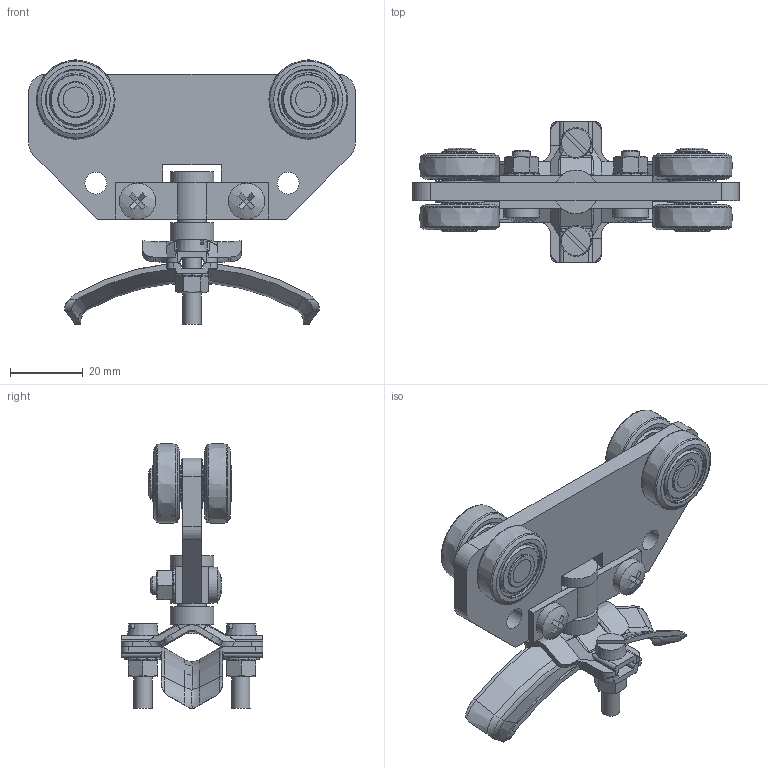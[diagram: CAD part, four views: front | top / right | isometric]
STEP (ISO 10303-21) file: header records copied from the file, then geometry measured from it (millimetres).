
FILE_DESCRIPTION(('STEP AP214'),'1');
FILE_NAME('PMH Kabelvagn 135.stp','2013-08-16T06:58:53',(' '),(' '),'Spatial InterOp 3D',' ',' ');
FILE_SCHEMA(('automotive_design'));
Length unit declared in the file: millimetre
Products named in the file (148): PMH Kabelskena kabelvagn 135; NAUO39; NAUO38; NAUO36; NAUO13; NAUO9; NAUO5; NAUO4; NAUO41; NAUO35; NAUO34; NAUO33; NAUO32; NAUO26; NAUO40; NAUO12; NAUO1; NAUO27; NAUO25; NAUO23; NAUO22; NAUO21; NAUO20; NAUO19; NAUO18
Assembly tree (164 placements, depth 3):
  PMH Kabelskena kabelvagn 135
    NAUO39  x4
    NAUO38  x2
    NAUO36  x2
    NAUO13  x2
    NAUO9  x2
    NAUO5
    NAUO4
    NAUO41  x4
      NAUO35
      NAUO35
      NAUO34
      NAUO33
      NAUO32
      NAUO26
    NAUO40
      NAUO12
    NAUO1
      NAUO27
      NAUO25
      NAUO23  x2
      NAUO22
      NAUO22
      NAUO22
      NAUO22
      NAUO22
      NAUO22
      NAUO22
      NAUO22
      NAUO22
      NAUO22
      NAUO22
      NAUO22
      NAUO22
      NAUO22
      NAUO22
      NAUO22
      NAUO22
      NAUO22
      NAUO22
      NAUO22
      NAUO22
      NAUO22
      NAUO22
      NAUO22
      NAUO22
      NAUO22
      NAUO22
      NAUO22
      NAUO22
      NAUO22
      NAUO22
      NAUO22
      NAUO22
      NAUO22
      NAUO22
      NAUO22
      NAUO22
      NAUO22
      NAUO22
Bounding box: 90 x 39 x 72.89 mm (x, y, z)
Volume: 32096.1 mm3; surface area: 34066 mm2
Topology: 71 solids, 194 shells, 915 faces, 2574 edges, 1903 vertices
Faces by surface type: plane 396, cylinder 250, cone 99, torus 73, bspline 59, sphere 38
Full cylindrical faces by diameter (mm): 4.134 x4, 4.51 x2, 5 x4, 5.2 x6, 5.3 x4, 5.4 x2, 5.9 x1, 5.98 x2, 6 x9, 6.2 x4, 8 x1, 8.3 x1, 8.5 x2, 9.9 x16, 10 x2, 11.48 x8, 11.88 x4, 12 x2, 13.5 x4, 14.82 x4, 15.08 x8, 16.4 x8, 16.7 x16
Entity records: 39915 total; most frequent: CARTESIAN_POINT 16650, ORIENTED_EDGE 2944, DIRECTION 2723, EDGE_CURVE 1832, VERTEX_POINT 1500, AXIS2_PLACEMENT_3D 1074, B_SPLINE_CURVE_WITH_KNOTS 897, EDGE_LOOP 772
